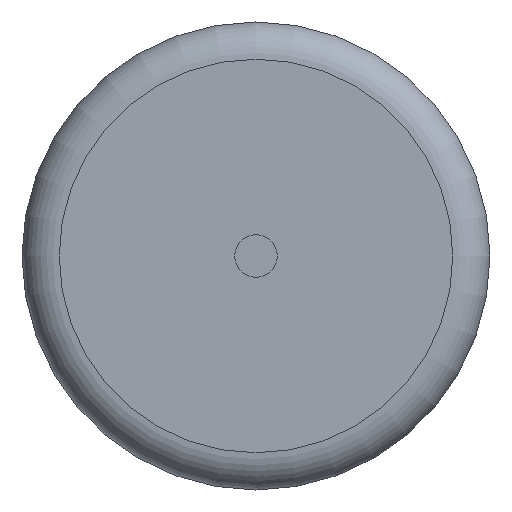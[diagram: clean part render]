
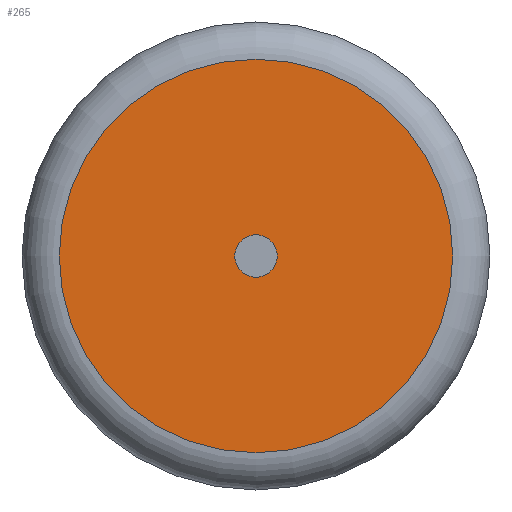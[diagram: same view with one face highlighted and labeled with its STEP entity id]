
A CAD part, front view. The second image highlights one B-rep face of the part: STEP entity #265.
In plain terms, the highlighted face is planar.
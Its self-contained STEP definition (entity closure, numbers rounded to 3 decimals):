
#36=PLANE('',#380);
#66=FACE_OUTER_BOUND('',#83,.T.);
#83=EDGE_LOOP('',(#235,#236));
#113=CIRCLE('',#377,3.7);
#115=CIRCLE('',#379,3.7);
#138=VERTEX_POINT('',#565);
#139=VERTEX_POINT('',#566);
#170=EDGE_CURVE('',#138,#139,#113,.T.);
#172=EDGE_CURVE('',#139,#138,#115,.T.);
#235=ORIENTED_EDGE('',*,*,#170,.F.);
#236=ORIENTED_EDGE('',*,*,#172,.F.);
#265=ADVANCED_FACE('',(#66),#36,.T.);
#377=AXIS2_PLACEMENT_3D('',#567,#469,#470);
#379=AXIS2_PLACEMENT_3D('',#569,#473,#474);
#380=AXIS2_PLACEMENT_3D('',#570,#475,#476);
#469=DIRECTION('center_axis',(0.,0.,-1.));
#470=DIRECTION('ref_axis',(-1.,0.,0.));
#473=DIRECTION('center_axis',(0.,0.,-1.));
#474=DIRECTION('ref_axis',(-1.,0.,0.));
#475=DIRECTION('center_axis',(0.,0.,1.));
#476=DIRECTION('ref_axis',(1.,0.,0.));
#565=CARTESIAN_POINT('',(3.7,0.,12.5));
#566=CARTESIAN_POINT('',(-3.7,0.,12.5));
#567=CARTESIAN_POINT('Origin',(0.,0.,12.5));
#569=CARTESIAN_POINT('Origin',(0.,0.,12.5));
#570=CARTESIAN_POINT('Origin',(0.,0.,12.5));
